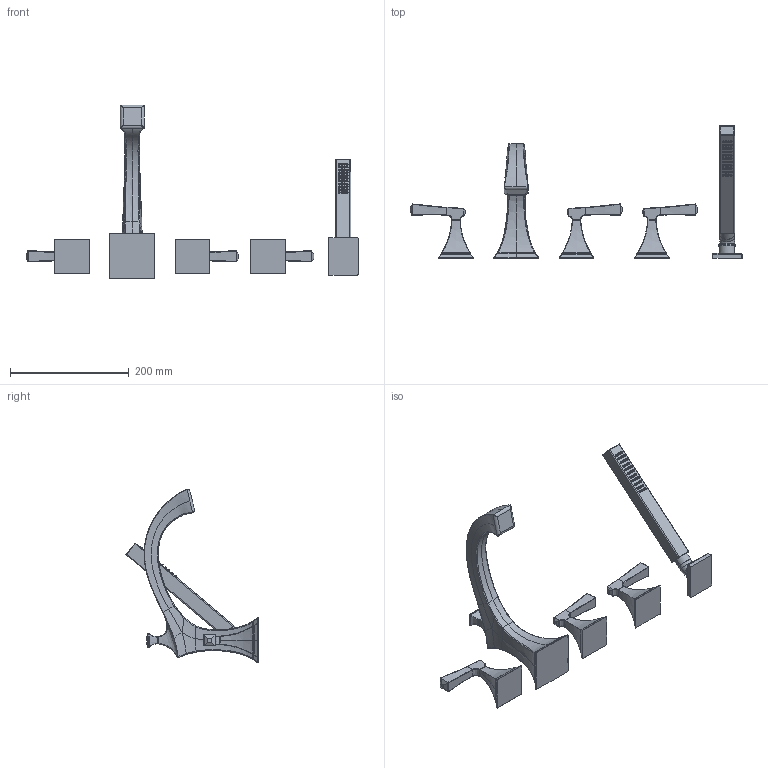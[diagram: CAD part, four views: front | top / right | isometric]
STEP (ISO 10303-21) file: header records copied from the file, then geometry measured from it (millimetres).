
FILE_DESCRIPTION((''),'2;1');
FILE_NAME('3-2577','2021-03-22T13:41:47',('jinson.thomas'),(''),'CREO PARAMETRIC BY PTC INC, 2018400','CREO PARAMETRIC BY PTC INC, 2018400','');
FILE_SCHEMA(('CONFIG_CONTROL_DESIGN'));
Products named in the file (1): 3-2577
Bounding box: 559.74 x 222.8 x 292.84 mm (x, y, z)
Volume: 922933 mm3; surface area: 152058.2 mm2
Topology: 5 solids, 6 shells, 1471 faces, 3263 edges, 1903 vertices
Faces by surface type: bspline 703, cylinder 286, cone 154, plane 138, torus 114, sphere 48, extrusion 28
Entity records: 84931 total; most frequent: CARTESIAN_POINT 57217, ORIENTED_EDGE 6526, DIRECTION 4409, EDGE_CURVE 3263, VERTEX_POINT 1903, AXIS2_PLACEMENT_3D 1791, EDGE_LOOP 1572, FACE_OUTER_BOUND 1471
